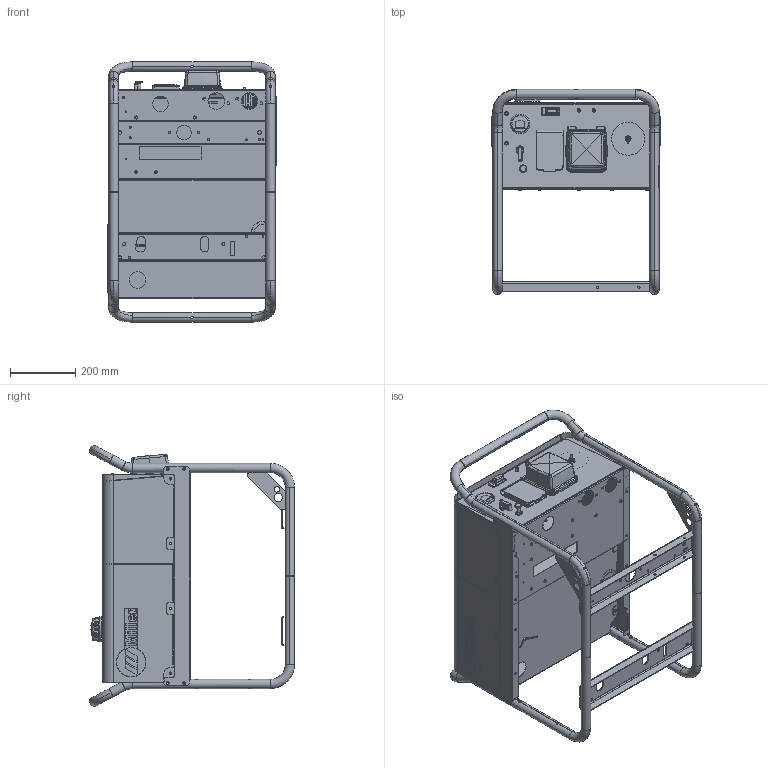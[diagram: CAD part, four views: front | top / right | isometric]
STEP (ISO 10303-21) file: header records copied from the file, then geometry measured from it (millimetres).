
FILE_DESCRIPTION (( 'STEP AP214' ), '1' );
FILE_NAME ('907664 Surfaces.STEP', '2024-03-15T13:16:46', ( '' ), ( '' ), 'SwSTEP 2.0', 'SolidWorks 2022', '' );
FILE_SCHEMA (( 'AUTOMOTIVE_DESIGN' ));
Length unit declared in the file: inch
Products named in the file (1): 907664 Surfaces
Bounding box: 515.76 x 628.8 x 798.68 mm (x, y, z)
Surface area: 3832486.2 mm2 (no closed solid volume)
Topology: 0 solids, 125 shells, 1355 faces, 6407 edges, 5002 vertices
Faces by surface type: cylinder 517, plane 365, bspline 230, torus 152, cone 59, sphere 32
Entity records: 103659 total; most frequent: CARTESIAN_POINT 37570, DIRECTION 9436, ORIENTED_EDGE 8980, EDGE_CURVE 6394, VERTEX_POINT 5000, AXIS2_PLACEMENT_3D 3432, LINE 2572, VECTOR 2572
